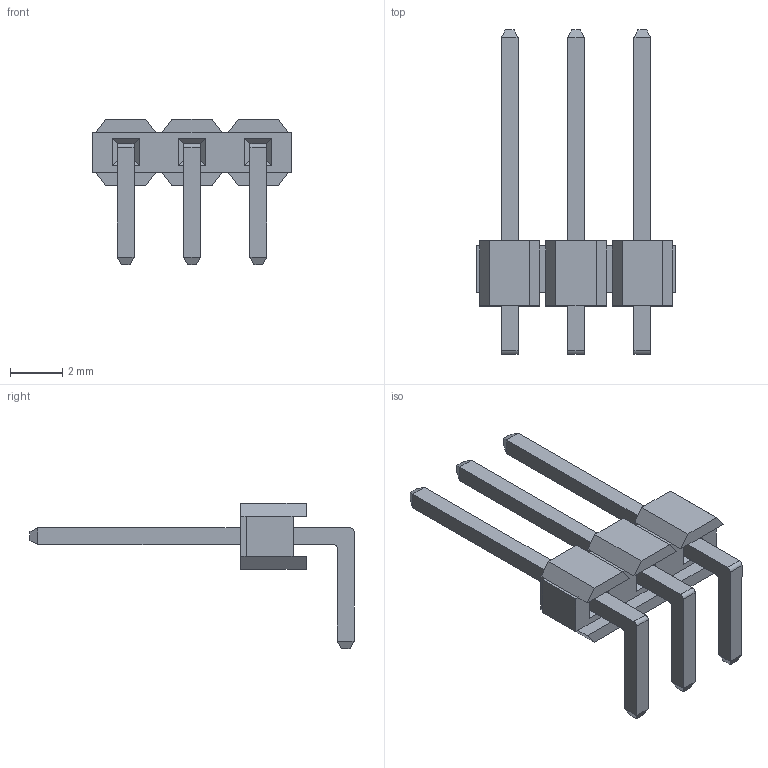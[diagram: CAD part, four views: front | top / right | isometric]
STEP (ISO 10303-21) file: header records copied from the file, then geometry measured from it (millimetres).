
FILE_DESCRIPTION (( 'STEP AP203' ), '1' );
FILE_NAME ('_ _ _C003SGAN-M71RC.STEP', '2017-07-28T06:01:34', ( 'LUANN HERRING' ), ( 'SULLINS' ), 'SwSTEP 2.0', 'SolidWorks 2016', '' );
FILE_SCHEMA (( 'CONFIG_CONTROL_DESIGN' ));
Length unit declared in the file: inch
Products named in the file (2): _ _ _C003SGAN-M71RC
Bounding box: 7.62 x 12.42 x 5.59 mm (x, y, z)
Volume: 54.9 mm3; surface area: 232 mm2
Topology: 4 solids, 4 shells, 132 faces, 312 edges, 188 vertices
Faces by surface type: plane 126, cylinder 6
Entity records: 3811 total; most frequent: CARTESIAN_POINT 634, ORIENTED_EDGE 624, DIRECTION 592, EDGE_CURVE 312, LINE 300, VECTOR 300, VERTEX_POINT 188, AXIS2_PLACEMENT_3D 146
